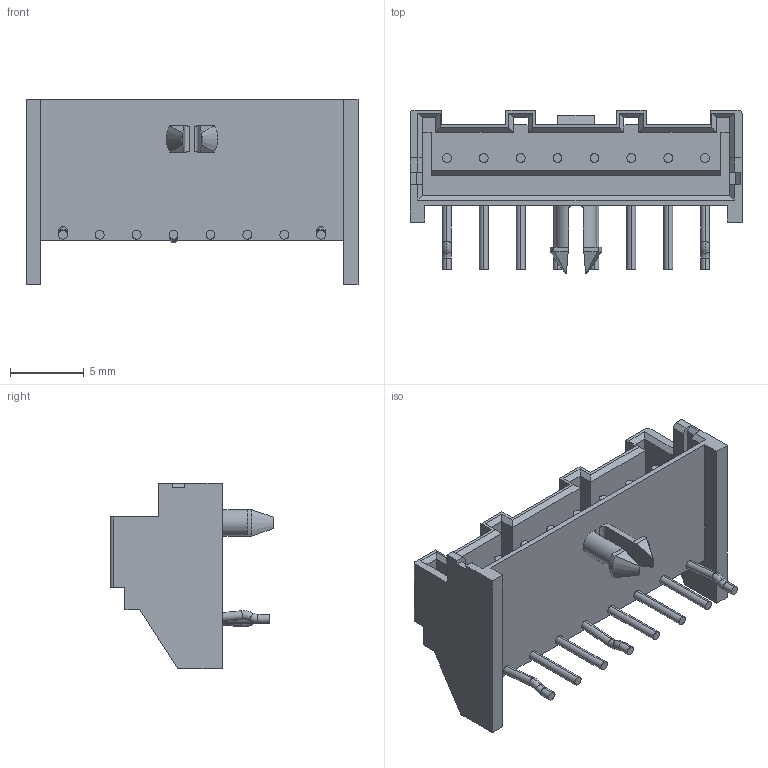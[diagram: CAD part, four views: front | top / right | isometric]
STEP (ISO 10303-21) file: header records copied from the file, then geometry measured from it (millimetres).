
FILE_DESCRIPTION((''),'2;1');
FILE_NAME('C-1744446-8','2017-08-01T',('workeradm'),('Tyco Electronics Ltd.'),'CREO PARAMETRIC BY PTC INC, 2016050','CREO PARAMETRIC BY PTC INC, 2016050','');
FILE_SCHEMA(('AUTOMOTIVE_DESIGN { 1 0 10303 214 1 1 1 1 }'));
Length unit declared in the file: millimetre
Products named in the file (1): C-1744446-8
Bounding box: 22.5 x 11.1 x 12.6 mm (x, y, z)
Volume: 552.1 mm3; surface area: 1421.4 mm2
Topology: 1 solids, 1 shells, 241 faces, 594 edges, 370 vertices
Faces by surface type: plane 130, cylinder 81, torus 28, cone 2
Entity records: 7245 total; most frequent: CARTESIAN_POINT 1366, DIRECTION 1237, ORIENTED_EDGE 1188, EDGE_CURVE 594, AXIS2_PLACEMENT_3D 426, VECTOR 385, LINE 385, VERTEX_POINT 370
